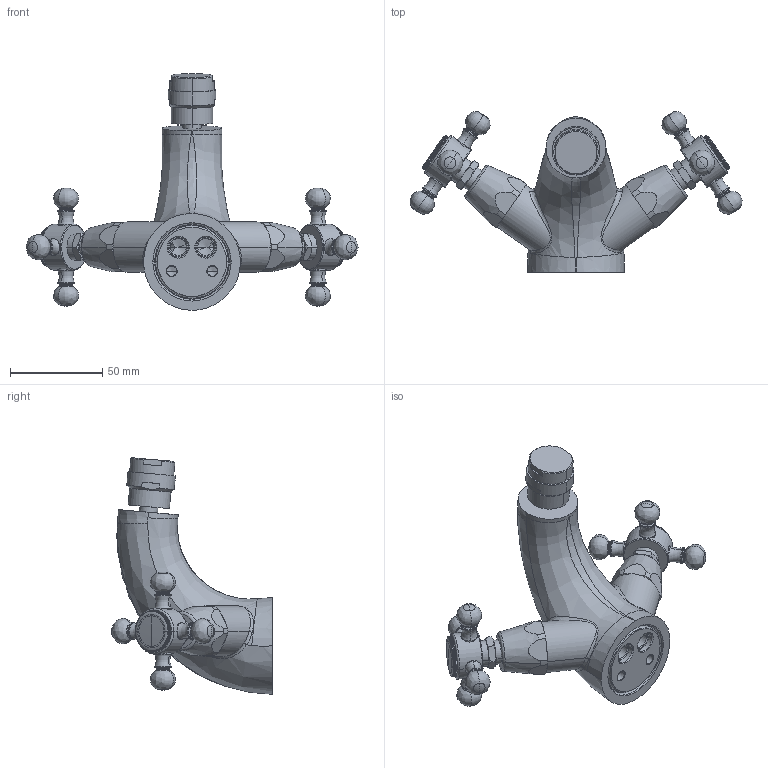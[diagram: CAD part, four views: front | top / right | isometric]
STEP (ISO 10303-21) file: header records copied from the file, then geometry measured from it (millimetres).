
FILE_DESCRIPTION((''),'2;1');
FILE_NAME('VLV131CR','2021-11-11T08:44:16',('ut3'),('PAFFONI SpA'),'CREO PARAMETRIC BY PTC INC, 2020044','CREO PARAMETRIC BY PTC INC, 2020044','');
FILE_SCHEMA(('CONFIG_CONTROL_DESIGN','SHAPE_APPEARANCE_LAYERS_GROUPS'));
Length unit declared in the file: millimetre
Products named in the file (1): VLV131CR
Bounding box: 180.12 x 87.2 x 128.34 mm (x, y, z)
Volume: 222817 mm3; surface area: 42968.9 mm2
Topology: 1 solids, 1 shells, 1021 faces, 2737 edges, 1728 vertices
Faces by surface type: plane 494, cylinder 320, torus 88, cone 60, bspline 39, sphere 20
Entity records: 44083 total; most frequent: CARTESIAN_POINT 11044, ORIENTED_EDGE 5410, DIRECTION 5034, EDGE_CURVE 2705, AXIS2_PLACEMENT_3D 1908, VERTEX_POINT 1728, VECTOR 1218, LINE 1218
